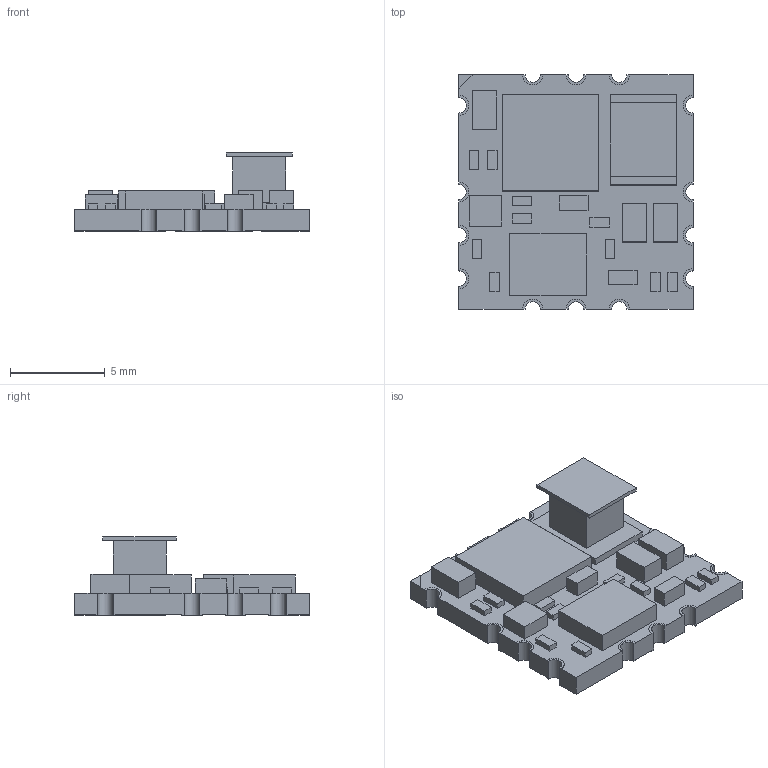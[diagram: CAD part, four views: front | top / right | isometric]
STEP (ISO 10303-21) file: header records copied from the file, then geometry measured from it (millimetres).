
FILE_DESCRIPTION (( 'STEP AP214' ), '1' );
FILE_NAME ('OKL T1.STEP', '2014-05-13T11:55:00', ( 'deleteme' ), ( '' ), 'SwSTEP 2.0', 'SolidWorks 2013', '' );
FILE_SCHEMA (( 'AUTOMOTIVE_DESIGN' ));
Length unit declared in the file: inch
Products named in the file (1): OKL T1
Bounding box: 12.4 x 12.4 x 4.12 mm (x, y, z)
Surface area: 564.1 mm2 (no closed solid volume)
Topology: 0 solids, 20 shells, 272 faces, 831 edges, 556 vertices
Faces by surface type: plane 216, cylinder 56
Entity records: 12625 total; most frequent: CARTESIAN_POINT 1660, DIRECTION 1489, ORIENTED_EDGE 1476, EDGE_CURVE 831, LINE 719, VECTOR 719, VERTEX_POINT 556, AXIS2_PLACEMENT_3D 385
